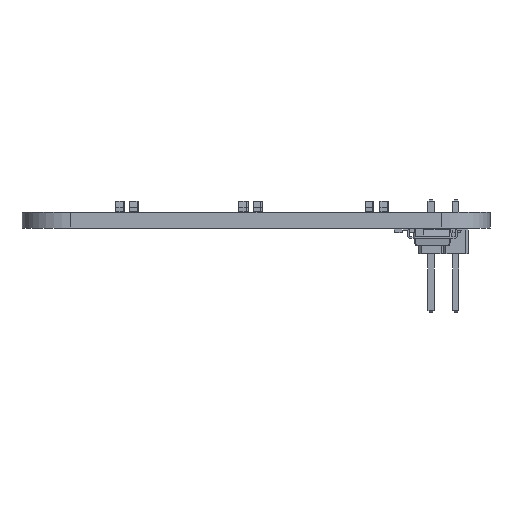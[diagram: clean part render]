
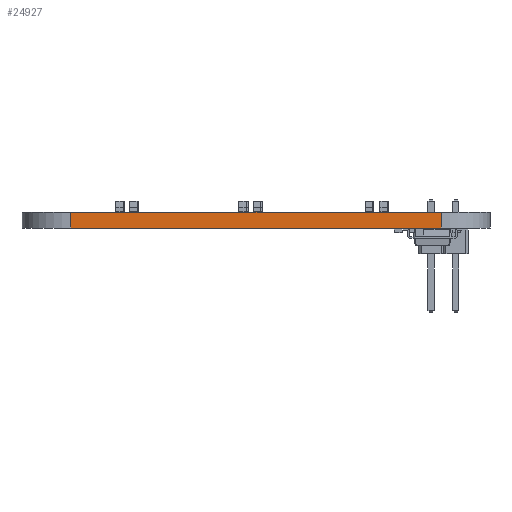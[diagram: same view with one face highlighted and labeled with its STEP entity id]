
A CAD part, left-side view. The second image highlights one B-rep face of the part: STEP entity #24927.
In plain terms, the highlighted planar face has unit normal (-1, 0, 0).
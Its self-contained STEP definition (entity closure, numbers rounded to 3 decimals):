
#24194 = PLANE('',#24195);
#24195 = AXIS2_PLACEMENT_3D('',#24196,#24197,#24198);
#24196 = CARTESIAN_POINT('',(129.,-64.,1.6));
#24197 = DIRECTION('',(0.,0.,1.));
#24198 = DIRECTION('',(1.,0.,0.));
#24222 = CYLINDRICAL_SURFACE('',#24223,5.);
#24223 = AXIS2_PLACEMENT_3D('',#24224,#24225,#24226);
#24224 = CARTESIAN_POINT('',(110.,-45.,0.));
#24225 = DIRECTION('',(0.,0.,-1.));
#24226 = DIRECTION('',(1.,0.,0.));
#24248 = PLANE('',#24249);
#24249 = AXIS2_PLACEMENT_3D('',#24250,#24251,#24252);
#24250 = CARTESIAN_POINT('',(129.,-64.,0.));
#24251 = DIRECTION('',(0.,0.,1.));
#24252 = DIRECTION('',(1.,0.,0.));
#24343 = VERTEX_POINT('',#24344);
#24344 = CARTESIAN_POINT('',(105.,-45.,1.6));
#24366 = EDGE_CURVE('',#24367,#24343,#24369,.T.);
#24367 = VERTEX_POINT('',#24368);
#24368 = CARTESIAN_POINT('',(105.,-45.,0.));
#24369 = SURFACE_CURVE('',#24370,(#24374,#24381),.PCURVE_S1.);
#24370 = LINE('',#24371,#24372);
#24371 = CARTESIAN_POINT('',(105.,-45.,0.));
#24372 = VECTOR('',#24373,1.);
#24373 = DIRECTION('',(0.,0.,1.));
#24374 = PCURVE('',#24222,#24375);
#24375 = DEFINITIONAL_REPRESENTATION('',(#24376),#24380);
#24376 = LINE('',#24377,#24378);
#24377 = CARTESIAN_POINT('',(-3.142,0.));
#24378 = VECTOR('',#24379,1.);
#24379 = DIRECTION('',(0.,-1.));
#24380 = ( GEOMETRIC_REPRESENTATION_CONTEXT(2) 
PARAMETRIC_REPRESENTATION_CONTEXT() REPRESENTATION_CONTEXT('2D SPACE',''
  ) );
#24381 = PCURVE('',#24382,#24387);
#24382 = PLANE('',#24383);
#24383 = AXIS2_PLACEMENT_3D('',#24384,#24385,#24386);
#24384 = CARTESIAN_POINT('',(105.,-45.,0.));
#24385 = DIRECTION('',(1.,0.,0.));
#24386 = DIRECTION('',(0.,-1.,0.));
#24387 = DEFINITIONAL_REPRESENTATION('',(#24388),#24392);
#24388 = LINE('',#24389,#24390);
#24389 = CARTESIAN_POINT('',(0.,0.));
#24390 = VECTOR('',#24391,1.);
#24391 = DIRECTION('',(0.,-1.));
#24392 = ( GEOMETRIC_REPRESENTATION_CONTEXT(2) 
PARAMETRIC_REPRESENTATION_CONTEXT() REPRESENTATION_CONTEXT('2D SPACE',''
  ) );
#24421 = EDGE_CURVE('',#24367,#24422,#24424,.T.);
#24422 = VERTEX_POINT('',#24423);
#24423 = CARTESIAN_POINT('',(105.,-83.,0.));
#24424 = SURFACE_CURVE('',#24425,(#24429,#24436),.PCURVE_S1.);
#24425 = LINE('',#24426,#24427);
#24426 = CARTESIAN_POINT('',(105.,-45.,0.));
#24427 = VECTOR('',#24428,1.);
#24428 = DIRECTION('',(0.,-1.,0.));
#24429 = PCURVE('',#24248,#24430);
#24430 = DEFINITIONAL_REPRESENTATION('',(#24431),#24435);
#24431 = LINE('',#24432,#24433);
#24432 = CARTESIAN_POINT('',(-24.,19.));
#24433 = VECTOR('',#24434,1.);
#24434 = DIRECTION('',(0.,-1.));
#24435 = ( GEOMETRIC_REPRESENTATION_CONTEXT(2) 
PARAMETRIC_REPRESENTATION_CONTEXT() REPRESENTATION_CONTEXT('2D SPACE',''
  ) );
#24436 = PCURVE('',#24382,#24437);
#24437 = DEFINITIONAL_REPRESENTATION('',(#24438),#24442);
#24438 = LINE('',#24439,#24440);
#24439 = CARTESIAN_POINT('',(0.,0.));
#24440 = VECTOR('',#24441,1.);
#24441 = DIRECTION('',(1.,0.));
#24442 = ( GEOMETRIC_REPRESENTATION_CONTEXT(2) 
PARAMETRIC_REPRESENTATION_CONTEXT() REPRESENTATION_CONTEXT('2D SPACE',''
  ) );
#24461 = CYLINDRICAL_SURFACE('',#24462,5.);
#24462 = AXIS2_PLACEMENT_3D('',#24463,#24464,#24465);
#24463 = CARTESIAN_POINT('',(110.,-83.,0.));
#24464 = DIRECTION('',(0.,0.,-1.));
#24465 = DIRECTION('',(1.,0.,0.));
#24681 = EDGE_CURVE('',#24343,#24682,#24684,.T.);
#24682 = VERTEX_POINT('',#24683);
#24683 = CARTESIAN_POINT('',(105.,-83.,1.6));
#24684 = SURFACE_CURVE('',#24685,(#24689,#24696),.PCURVE_S1.);
#24685 = LINE('',#24686,#24687);
#24686 = CARTESIAN_POINT('',(105.,-45.,1.6));
#24687 = VECTOR('',#24688,1.);
#24688 = DIRECTION('',(0.,-1.,0.));
#24689 = PCURVE('',#24194,#24690);
#24690 = DEFINITIONAL_REPRESENTATION('',(#24691),#24695);
#24691 = LINE('',#24692,#24693);
#24692 = CARTESIAN_POINT('',(-24.,19.));
#24693 = VECTOR('',#24694,1.);
#24694 = DIRECTION('',(0.,-1.));
#24695 = ( GEOMETRIC_REPRESENTATION_CONTEXT(2) 
PARAMETRIC_REPRESENTATION_CONTEXT() REPRESENTATION_CONTEXT('2D SPACE',''
  ) );
#24696 = PCURVE('',#24382,#24697);
#24697 = DEFINITIONAL_REPRESENTATION('',(#24698),#24702);
#24698 = LINE('',#24699,#24700);
#24699 = CARTESIAN_POINT('',(0.,-1.6));
#24700 = VECTOR('',#24701,1.);
#24701 = DIRECTION('',(1.,0.));
#24702 = ( GEOMETRIC_REPRESENTATION_CONTEXT(2) 
PARAMETRIC_REPRESENTATION_CONTEXT() REPRESENTATION_CONTEXT('2D SPACE',''
  ) );
#24927 = ADVANCED_FACE('',(#24928),#24382,.F.);
#24928 = FACE_BOUND('',#24929,.F.);
#24929 = EDGE_LOOP('',(#24930,#24931,#24932,#24953));
#24930 = ORIENTED_EDGE('',*,*,#24366,.T.);
#24931 = ORIENTED_EDGE('',*,*,#24681,.T.);
#24932 = ORIENTED_EDGE('',*,*,#24933,.F.);
#24933 = EDGE_CURVE('',#24422,#24682,#24934,.T.);
#24934 = SURFACE_CURVE('',#24935,(#24939,#24946),.PCURVE_S1.);
#24935 = LINE('',#24936,#24937);
#24936 = CARTESIAN_POINT('',(105.,-83.,0.));
#24937 = VECTOR('',#24938,1.);
#24938 = DIRECTION('',(0.,0.,1.));
#24939 = PCURVE('',#24382,#24940);
#24940 = DEFINITIONAL_REPRESENTATION('',(#24941),#24945);
#24941 = LINE('',#24942,#24943);
#24942 = CARTESIAN_POINT('',(38.,0.));
#24943 = VECTOR('',#24944,1.);
#24944 = DIRECTION('',(0.,-1.));
#24945 = ( GEOMETRIC_REPRESENTATION_CONTEXT(2) 
PARAMETRIC_REPRESENTATION_CONTEXT() REPRESENTATION_CONTEXT('2D SPACE',''
  ) );
#24946 = PCURVE('',#24461,#24947);
#24947 = DEFINITIONAL_REPRESENTATION('',(#24948),#24952);
#24948 = LINE('',#24949,#24950);
#24949 = CARTESIAN_POINT('',(-3.142,0.));
#24950 = VECTOR('',#24951,1.);
#24951 = DIRECTION('',(0.,-1.));
#24952 = ( GEOMETRIC_REPRESENTATION_CONTEXT(2) 
PARAMETRIC_REPRESENTATION_CONTEXT() REPRESENTATION_CONTEXT('2D SPACE',''
  ) );
#24953 = ORIENTED_EDGE('',*,*,#24421,.F.);
